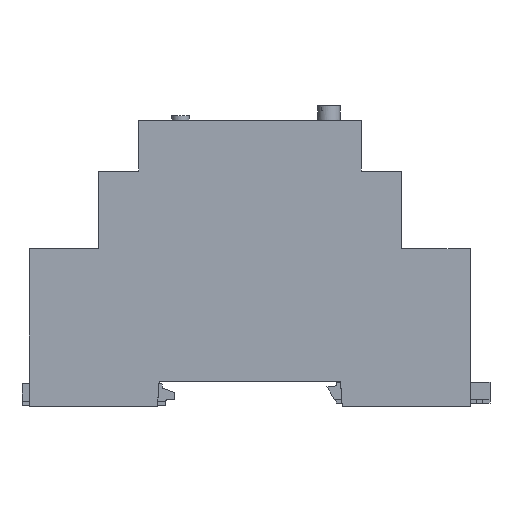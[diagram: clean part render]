
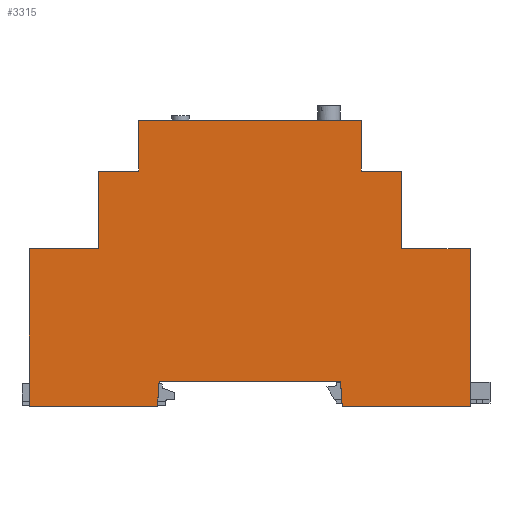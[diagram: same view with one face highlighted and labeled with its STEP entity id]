
A CAD part, left-side view. The second image highlights one B-rep face of the part: STEP entity #3315.
In plain terms, the highlighted planar face has unit normal (-1, 0, 0).
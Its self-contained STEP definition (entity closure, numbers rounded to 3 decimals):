
#3315=ADVANCED_FACE('',(#10415),#10417,.T.);
#10415=FACE_BOUND('',#10416,.T.);
#10416=EDGE_LOOP('',(#16940,#16941,#16942,#16943,#16944,#16945,#16946,#16947,#16948,
#16949,#16950,#16951,#16952,#16953,#16954,#16955));
#10417=PLANE('',#10418);
#10418=AXIS2_PLACEMENT_3D('',#10419,#10420,#10421);
#10419=CARTESIAN_POINT('',(-44.,0.,0.));
#10420=DIRECTION('',(-1.,0.,0.));
#10421=DIRECTION('',(0.,0.,-1.));
#16940=ORIENTED_EDGE('',*,*,#21303,.T.);
#16941=ORIENTED_EDGE('',*,*,#21304,.T.);
#16942=ORIENTED_EDGE('',*,*,#21305,.T.);
#16943=ORIENTED_EDGE('',*,*,#21306,.T.);
#16944=ORIENTED_EDGE('',*,*,#21307,.T.);
#16945=ORIENTED_EDGE('',*,*,#21308,.T.);
#16946=ORIENTED_EDGE('',*,*,#21309,.T.);
#16947=ORIENTED_EDGE('',*,*,#21310,.T.);
#16948=ORIENTED_EDGE('',*,*,#21311,.T.);
#16949=ORIENTED_EDGE('',*,*,#21312,.T.);
#16950=ORIENTED_EDGE('',*,*,#21313,.T.);
#16951=ORIENTED_EDGE('',*,*,#21192,.T.);
#16952=ORIENTED_EDGE('',*,*,#21302,.T.);
#16953=ORIENTED_EDGE('',*,*,#21314,.T.);
#16954=ORIENTED_EDGE('',*,*,#21315,.T.);
#16955=ORIENTED_EDGE('',*,*,#21316,.T.);
#21192=EDGE_CURVE('',#24680,#24678,#24681,.T.);
#21302=EDGE_CURVE('',#24678,#24887,#24889,.T.);
#21303=EDGE_CURVE('',#24890,#24891,#24892,.T.);
#21304=EDGE_CURVE('',#24891,#24893,#24894,.T.);
#21305=EDGE_CURVE('',#24893,#24895,#24896,.T.);
#21306=EDGE_CURVE('',#24895,#24897,#24898,.T.);
#21307=EDGE_CURVE('',#24897,#24899,#24900,.T.);
#21308=EDGE_CURVE('',#24899,#24901,#24902,.T.);
#21309=EDGE_CURVE('',#24901,#24903,#24904,.T.);
#21310=EDGE_CURVE('',#24903,#24905,#24906,.T.);
#21311=EDGE_CURVE('',#24905,#24907,#24908,.T.);
#21312=EDGE_CURVE('',#24907,#24909,#24910,.T.);
#21313=EDGE_CURVE('',#24909,#24680,#24911,.T.);
#21314=EDGE_CURVE('',#24887,#24912,#24913,.T.);
#21315=EDGE_CURVE('',#24912,#24914,#24915,.T.);
#21316=EDGE_CURVE('',#24914,#24890,#24916,.T.);
#24678=VERTEX_POINT('',#31444);
#24680=VERTEX_POINT('',#31448);
#24681=LINE('',#31449,#31450);
#24887=VERTEX_POINT('',#31950);
#24889=LINE('',#31954,#31955);
#24890=VERTEX_POINT('',#31957);
#24891=VERTEX_POINT('',#31958);
#24892=LINE('',#31959,#31960);
#24893=VERTEX_POINT('',#31962);
#24894=LINE('',#31963,#31964);
#24895=VERTEX_POINT('',#31966);
#24896=LINE('',#31967,#31968);
#24897=VERTEX_POINT('',#31970);
#24898=LINE('',#31971,#31972);
#24899=VERTEX_POINT('',#31974);
#24900=LINE('',#31975,#31976);
#24901=VERTEX_POINT('',#31978);
#24902=LINE('',#31979,#31980);
#24903=VERTEX_POINT('',#31982);
#24904=LINE('',#31983,#31984);
#24905=VERTEX_POINT('',#31986);
#24906=LINE('',#31987,#31988);
#24907=VERTEX_POINT('',#31990);
#24908=LINE('',#31991,#31992);
#24909=VERTEX_POINT('',#31994);
#24910=LINE('',#31995,#31996);
#24911=LINE('',#31998,#31999);
#24912=VERTEX_POINT('',#32001);
#24913=LINE('',#32002,#32003);
#24914=VERTEX_POINT('',#32005);
#24915=LINE('',#32006,#32007);
#24916=LINE('',#32009,#32010);
#31444=CARTESIAN_POINT('',(-44.,22.5,52.804));
#31448=CARTESIAN_POINT('',(-44.,-22.5,52.804));
#31449=CARTESIAN_POINT('',(-44.,-22.5,52.804));
#31450=VECTOR('',#31451,1.);
#31451=DIRECTION('',(0.,1.,0.));
#31950=CARTESIAN_POINT('',(-44.,22.5,42.606));
#31954=CARTESIAN_POINT('',(-44.,22.5,52.804));
#31955=VECTOR('',#31956,1.);
#31956=DIRECTION('',(0.,0.,-1.));
#31957=CARTESIAN_POINT('',(-44.,44.6,26.878));
#31958=CARTESIAN_POINT('',(-44.,44.6,-4.987));
#31959=CARTESIAN_POINT('',(-44.,44.6,26.878));
#31960=VECTOR('',#31961,1.);
#31961=DIRECTION('',(0.,0.,-1.));
#31962=CARTESIAN_POINT('',(-44.,18.7,-4.987));
#31963=CARTESIAN_POINT('',(-44.,44.6,-4.987));
#31964=VECTOR('',#31965,1.);
#31965=DIRECTION('',(0.,-1.,0.));
#31966=CARTESIAN_POINT('',(-44.,18.351,0.));
#31967=CARTESIAN_POINT('',(-44.,18.7,-4.987));
#31968=VECTOR('',#31969,1.);
#31969=DIRECTION('',(0.,-0.07,0.998));
#31970=CARTESIAN_POINT('',(-44.,-18.351,0.));
#31971=CARTESIAN_POINT('',(-44.,18.351,0.));
#31972=VECTOR('',#31973,1.);
#31973=DIRECTION('',(0.,-1.,0.));
#31974=CARTESIAN_POINT('',(-44.,-18.7,-4.987));
#31975=CARTESIAN_POINT('',(-44.,-18.351,0.));
#31976=VECTOR('',#31977,1.);
#31977=DIRECTION('',(0.,-0.07,-0.998));
#31978=CARTESIAN_POINT('',(-44.,-44.6,-4.987));
#31979=CARTESIAN_POINT('',(-44.,-18.7,-4.987));
#31980=VECTOR('',#31981,1.);
#31981=DIRECTION('',(0.,-1.,0.));
#31982=CARTESIAN_POINT('',(-44.,-44.6,26.878));
#31983=CARTESIAN_POINT('',(-44.,-44.6,-4.987));
#31984=VECTOR('',#31985,1.);
#31985=DIRECTION('',(0.,0.,1.));
#31986=CARTESIAN_POINT('',(-44.,-30.7,26.878));
#31987=CARTESIAN_POINT('',(-44.,-44.6,26.878));
#31988=VECTOR('',#31989,1.);
#31989=DIRECTION('',(0.,1.,0.));
#31990=CARTESIAN_POINT('',(-44.,-30.7,42.606));
#31991=CARTESIAN_POINT('',(-44.,-30.7,26.878));
#31992=VECTOR('',#31993,1.);
#31993=DIRECTION('',(0.,0.,1.));
#31994=CARTESIAN_POINT('',(-44.,-22.5,42.606));
#31995=CARTESIAN_POINT('',(-44.,-30.7,42.606));
#31996=VECTOR('',#31997,1.);
#31997=DIRECTION('',(0.,1.,0.));
#31998=CARTESIAN_POINT('',(-44.,-22.5,42.606));
#31999=VECTOR('',#32000,1.);
#32000=DIRECTION('',(0.,0.,1.));
#32001=CARTESIAN_POINT('',(-44.,30.7,42.606));
#32002=CARTESIAN_POINT('',(-44.,22.5,42.606));
#32003=VECTOR('',#32004,1.);
#32004=DIRECTION('',(0.,1.,0.));
#32005=CARTESIAN_POINT('',(-44.,30.7,26.878));
#32006=CARTESIAN_POINT('',(-44.,30.7,42.606));
#32007=VECTOR('',#32008,1.);
#32008=DIRECTION('',(0.,0.,-1.));
#32009=CARTESIAN_POINT('',(-44.,30.7,26.878));
#32010=VECTOR('',#32011,1.);
#32011=DIRECTION('',(0.,1.,0.));
